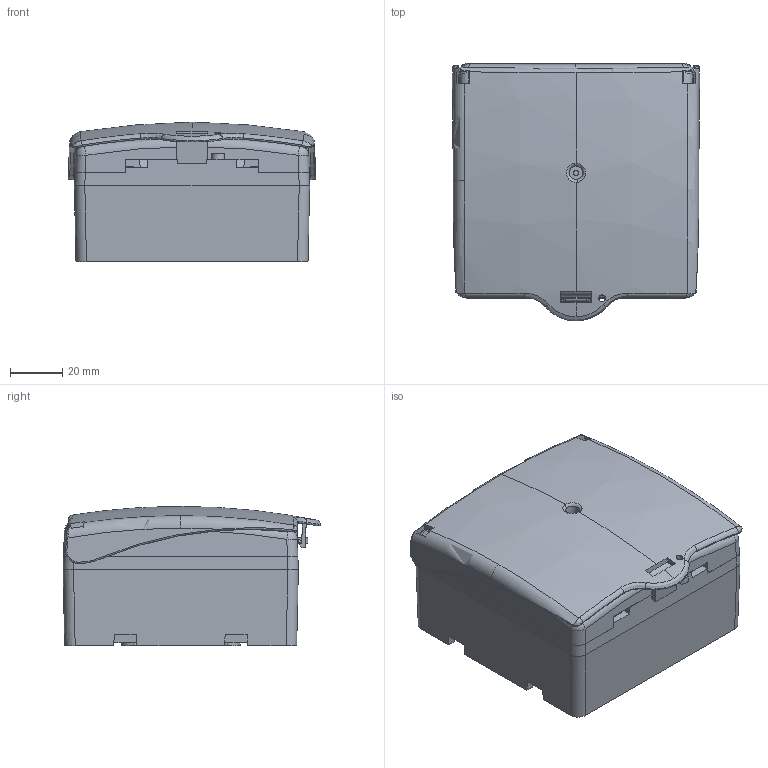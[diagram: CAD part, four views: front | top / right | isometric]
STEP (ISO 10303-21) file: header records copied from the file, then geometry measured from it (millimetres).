
FILE_DESCRIPTION (( 'STEP AP214' ), '1' );
FILE_NAME ('SHOKV2.STEP', '2021-10-06T13:25:32', ( '' ), ( '' ), 'SwSTEP 2.0', 'SolidWorks 2020', '' );
FILE_SCHEMA (( 'AUTOMOTIVE_DESIGN' ));
Length unit declared in the file: millimetre
Products named in the file (17): SHOKV2; ISO - 4032 - M3 - D - S_ISO - 4032 - M3 - D - S; LB0220-PUSHING LABEL_FR-DEVERROUILLAGE D''URGENCE + APPUYER ICI; MP0576_COMPRESSION SPRING modif_L1; PP0407-MIDDLE CASING_insertion PCB invers‚e; PP0411-PUSHING WINDOWS; DOC0049-INTRUCTION NOTICE^AS0261-MANUAL CALL POINT; LB0221-STATE LABEL; MP0575_COMPRESSION SPRING modif_L1; BN_6404_1983415_hexalobular_socket_button_head_screw_M3x16; PP0412-STATE WINDOWS_config horizontale E (OK); PP0408-LOWER CASING_vis thermoplastique; PP0406-UPPER CASING_sans opercules; PCB0103-2 CONTACTS PCB V1.0; LB0153-BATCH NUMBER LABEL; FP0191-BN 84229 - 3x25 hexalobular socket pan head screw; PP0409-PROTECTION LID R2
Assembly tree (16 placements, depth 2):
  SHOKV2
    PP0406-UPPER CASING_sans opercules
    PP0407-MIDDLE CASING_insertion PCB invers‚e
    LB0153-BATCH NUMBER LABEL
    PP0408-LOWER CASING_vis thermoplastique
    PP0409-PROTECTION LID R2
    PP0411-PUSHING WINDOWS
    LB0220-PUSHING LABEL_FR-DEVERROUILLAGE D''URGENCE + APPUYER ICI
    PP0412-STATE WINDOWS_config horizontale E (OK)
    LB0221-STATE LABEL
    PCB0103-2 CONTACTS PCB V1.0
    ISO - 4032 - M3 - D - S_ISO - 4032 - M3 - D - S
    MP0575_COMPRESSION SPRING modif_L1
    MP0576_COMPRESSION SPRING modif_L1  x2
    BN_6404_1983415_hexalobular_socket_button_head_screw_M3x16
    FP0191-BN 84229 - 3x25 hexalobular socket pan head screw
  DOC0049-INTRUCTION NOTICE^AS0261-MANUAL CALL POINT
Bounding box: 94.51 x 98.65 x 53.2 mm (x, y, z)
Volume: 139779 mm3; surface area: 145090.2 mm2
Topology: 72 solids, 72 shells, 3057 faces, 8116 edges, 5251 vertices
Faces by surface type: plane 1973, cylinder 390, cone 338, bspline 234, torus 80, sphere 42
Entity records: 136436 total; most frequent: CARTESIAN_POINT 47799, ORIENTED_EDGE 16186, DIRECTION 14313, EDGE_CURVE 8093, LINE 5593, VECTOR 5593, VERTEX_POINT 5237, AXIS2_PLACEMENT_3D 4360
